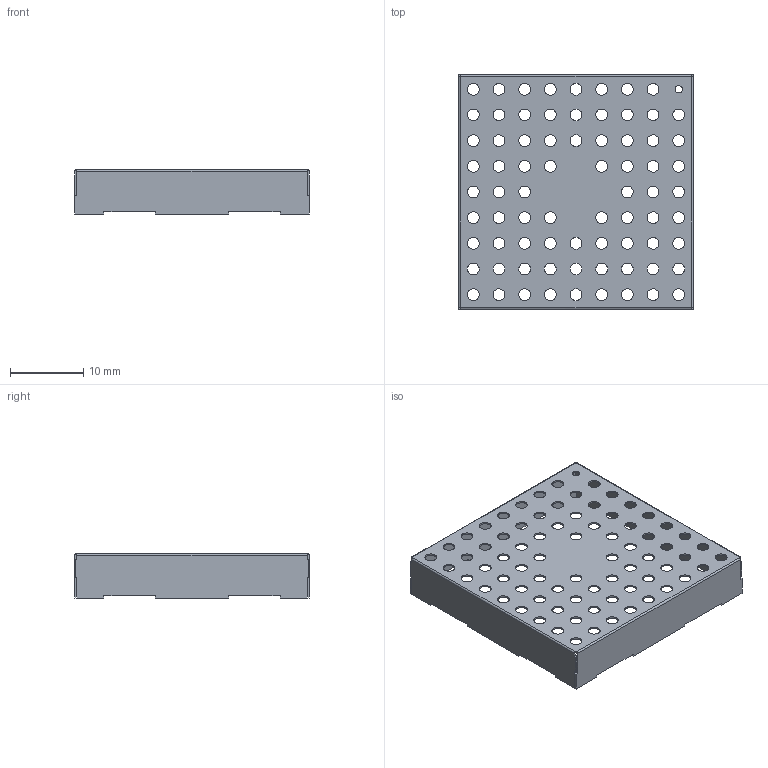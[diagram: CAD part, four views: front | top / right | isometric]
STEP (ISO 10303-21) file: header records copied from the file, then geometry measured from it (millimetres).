
FILE_DESCRIPTION (( 'STEP AP214' ), '1' );
FILE_NAME ('BLS-32,00x32,00x6,00-SC_CGC.STEP', '2015-07-26T14:40:55', ( 'Windows-Benutzer' ), ( '' ), 'SwSTEP 2.0', 'SolidWorks 2013', '' );
FILE_SCHEMA (( 'AUTOMOTIVE_DESIGN' ));
Length unit declared in the file: millimetre
Products named in the file (1): BLS-32,00x32,00x6,00-SC_CGC
Bounding box: 32 x 32 x 6 mm (x, y, z)
Volume: 316.6 mm3; surface area: 3278.7 mm2
Topology: 1 solids, 1 shells, 250 faces, 712 edges, 464 vertices
Faces by surface type: cylinder 164, plane 78, bspline 8
Entity records: 8778 total; most frequent: CARTESIAN_POINT 1723, DIRECTION 1478, ORIENTED_EDGE 1424, EDGE_CURVE 712, AXIS2_PLACEMENT_3D 555, VERTEX_POINT 464, EDGE_LOOP 402, VECTOR 368
